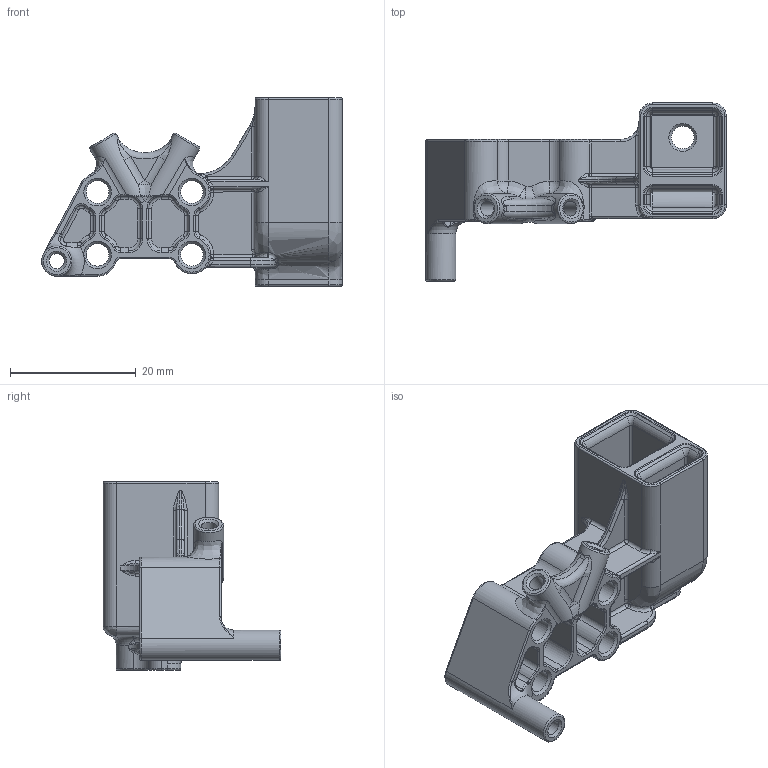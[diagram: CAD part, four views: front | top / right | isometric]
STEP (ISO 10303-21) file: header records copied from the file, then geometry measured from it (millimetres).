
FILE_DESCRIPTION(/* description */ (''),/* implementation_level */ '2;1');
FILE_NAME(/* name */ 'MP_DooKi3_SLM_Z_MGN9C_Rear_V3.step',/* time_stamp */ '2024-08-07T12:09:06-04:00',/* author */ (''),/* organization */ (''),/* preprocessor_version */ 'ST-DEVELOPER v20',/* originating_system */ 'Autodesk Translation Framework v13.14.0.145',/* authorisation */ '');
FILE_SCHEMA (('AUTOMOTIVE_DESIGN { 1 0 10303 214 3 1 1 }'));
Length unit declared in the file: millimetre
Products named in the file (1): MP_DooKi3_SLM_Z_MGN9C_Rear_V3
Bounding box: 47.85 x 28.29 x 30 mm (x, y, z)
Volume: 6884.3 mm3; surface area: 7874.4 mm2
Topology: 1 solids, 1 shells, 691 faces, 1626 edges, 919 vertices
Faces by surface type: cylinder 237, bspline 168, torus 154, plane 90, cone 26, sphere 16
Full cylindrical faces by diameter (mm): 2.4 x3, 3.6 x5, 4.8 x3
Entity records: 25097 total; most frequent: CARTESIAN_POINT 9794, DIRECTION 3271, ORIENTED_EDGE 3214, EDGE_CURVE 1607, AXIS2_PLACEMENT_3D 1401, VERTEX_POINT 919, CIRCLE 860, EDGE_LOOP 710
